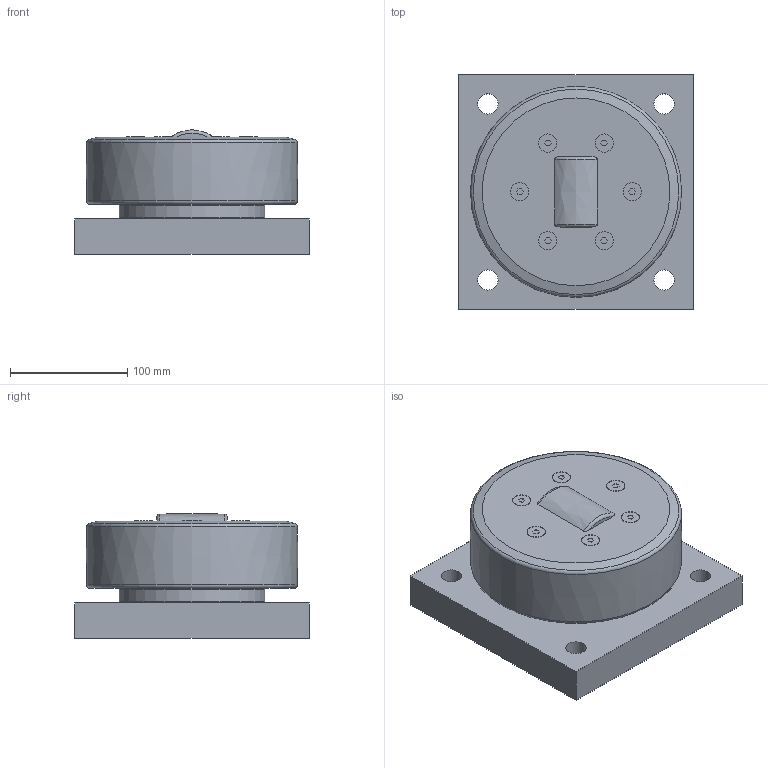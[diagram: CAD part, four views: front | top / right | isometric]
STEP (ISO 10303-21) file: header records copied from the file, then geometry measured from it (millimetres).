
FILE_DESCRIPTION(/* description */ ('-','CAx-IF Rec.Pracs.---Representation and Presentation of Product Manufacturing Information (PMI)---4.0---2014-10-13'),/* implementation_level */ '2;1');
FILE_NAME(/* name */ 'd4750b1d-268d-4226-acb5-0b2e5b40c0d6.stp',/* time_stamp */ '2020-04-01T16:42:36+02:00',/* author */ ('-'),/* organization */ ('NTI CADcenter A/S'),/* preprocessor_version */ 'ST-DEVELOPER v18',/* originating_system */ 'Autodesk Inventor 2020',/* authorisation */ '-');
FILE_SCHEMA (('AP242_MANAGED_MODEL_BASED_3D_ENGINEERING_MIM_LF { 1 0 10303 442 1 1 4 }'));
Length unit declared in the file: millimetre
Products named in the file (1): TR 180.0200 BQ1000_Kontur
Bounding box: 200 x 200 x 106 mm (x, y, z)
Volume: 2778053.6 mm3; surface area: 171525.7 mm2
Topology: 1 solids, 1 shells, 78 faces, 196 edges, 135 vertices
Faces by surface type: plane 58, cylinder 11, torus 4, cone 3, bspline 2
Full cylindrical faces by diameter (mm): 15.6 x6, 17.294 x4, 124 x1
Entity records: 2475 total; most frequent: CARTESIAN_POINT 490, DIRECTION 398, ORIENTED_EDGE 392, EDGE_CURVE 196, LINE 136, VECTOR 136, VERTEX_POINT 135, AXIS2_PLACEMENT_3D 131
